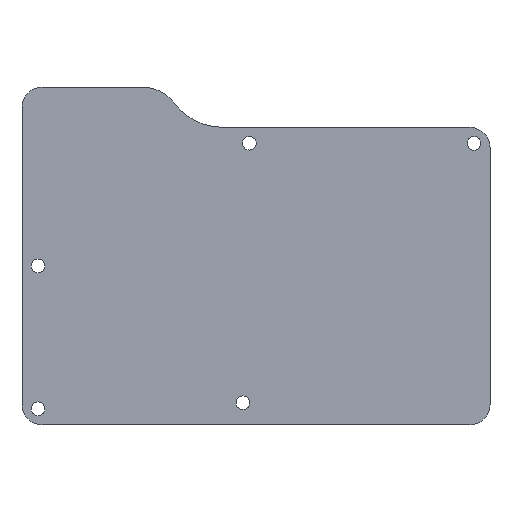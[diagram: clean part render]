
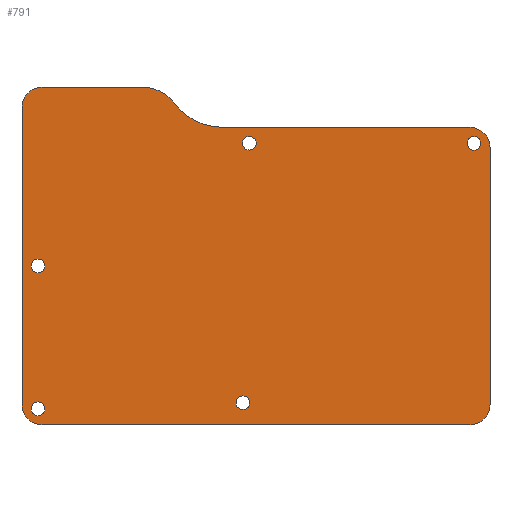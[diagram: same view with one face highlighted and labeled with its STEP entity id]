
A CAD part, front view. The second image highlights one B-rep face of the part: STEP entity #791.
In plain terms, the highlighted planar face has unit normal (0, -1, 0).
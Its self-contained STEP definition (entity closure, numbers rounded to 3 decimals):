
#18=FACE_BOUND('',#110,.T.);
#19=FACE_BOUND('',#111,.T.);
#20=FACE_BOUND('',#112,.T.);
#21=FACE_BOUND('',#113,.T.);
#22=FACE_BOUND('',#114,.T.);
#34=PLANE('',#857);
#64=FACE_OUTER_BOUND('',#109,.T.);
#109=EDGE_LOOP('',(#587,#588,#589,#590,#591,#592,#593,#594,#595,#596,#597));
#110=EDGE_LOOP('',(#598));
#111=EDGE_LOOP('',(#599));
#112=EDGE_LOOP('',(#600));
#113=EDGE_LOOP('',(#601));
#114=EDGE_LOOP('',(#602));
#178=LINE('',#1225,#262);
#179=LINE('',#1231,#263);
#180=LINE('',#1235,#264);
#181=LINE('',#1239,#265);
#182=LINE('',#1242,#266);
#262=VECTOR('',#983,10.);
#263=VECTOR('',#988,10.);
#264=VECTOR('',#991,10.);
#265=VECTOR('',#994,10.);
#266=VECTOR('',#997,10.);
#328=CIRCLE('',#858,5.);
#329=CIRCLE('',#859,15.);
#330=CIRCLE('',#860,10.);
#331=CIRCLE('',#861,5.);
#332=CIRCLE('',#862,5.);
#333=CIRCLE('',#863,5.);
#334=CIRCLE('',#864,1.7);
#335=CIRCLE('',#865,1.7);
#336=CIRCLE('',#866,1.7);
#337=CIRCLE('',#867,1.7);
#338=CIRCLE('',#868,1.7);
#380=VERTEX_POINT('',#1221);
#381=VERTEX_POINT('',#1222);
#382=VERTEX_POINT('',#1224);
#383=VERTEX_POINT('',#1226);
#384=VERTEX_POINT('',#1228);
#385=VERTEX_POINT('',#1230);
#386=VERTEX_POINT('',#1232);
#387=VERTEX_POINT('',#1234);
#388=VERTEX_POINT('',#1236);
#389=VERTEX_POINT('',#1238);
#390=VERTEX_POINT('',#1240);
#391=VERTEX_POINT('',#1243);
#392=VERTEX_POINT('',#1245);
#393=VERTEX_POINT('',#1247);
#394=VERTEX_POINT('',#1249);
#395=VERTEX_POINT('',#1251);
#462=EDGE_CURVE('',#380,#381,#328,.T.);
#463=EDGE_CURVE('',#380,#382,#178,.T.);
#464=EDGE_CURVE('',#383,#382,#329,.T.);
#465=EDGE_CURVE('',#384,#383,#330,.T.);
#466=EDGE_CURVE('',#384,#385,#179,.T.);
#467=EDGE_CURVE('',#386,#385,#331,.T.);
#468=EDGE_CURVE('',#387,#386,#180,.T.);
#469=EDGE_CURVE('',#388,#387,#332,.T.);
#470=EDGE_CURVE('',#389,#388,#181,.T.);
#471=EDGE_CURVE('',#390,#389,#333,.T.);
#472=EDGE_CURVE('',#381,#390,#182,.T.);
#473=EDGE_CURVE('',#391,#391,#334,.T.);
#474=EDGE_CURVE('',#392,#392,#335,.T.);
#475=EDGE_CURVE('',#393,#393,#336,.T.);
#476=EDGE_CURVE('',#394,#394,#337,.T.);
#477=EDGE_CURVE('',#395,#395,#338,.T.);
#587=ORIENTED_EDGE('',*,*,#462,.F.);
#588=ORIENTED_EDGE('',*,*,#463,.T.);
#589=ORIENTED_EDGE('',*,*,#464,.F.);
#590=ORIENTED_EDGE('',*,*,#465,.F.);
#591=ORIENTED_EDGE('',*,*,#466,.T.);
#592=ORIENTED_EDGE('',*,*,#467,.F.);
#593=ORIENTED_EDGE('',*,*,#468,.F.);
#594=ORIENTED_EDGE('',*,*,#469,.F.);
#595=ORIENTED_EDGE('',*,*,#470,.F.);
#596=ORIENTED_EDGE('',*,*,#471,.F.);
#597=ORIENTED_EDGE('',*,*,#472,.F.);
#598=ORIENTED_EDGE('',*,*,#473,.F.);
#599=ORIENTED_EDGE('',*,*,#474,.F.);
#600=ORIENTED_EDGE('',*,*,#475,.F.);
#601=ORIENTED_EDGE('',*,*,#476,.F.);
#602=ORIENTED_EDGE('',*,*,#477,.F.);
#791=ADVANCED_FACE('',(#64,#18,#19,#20,#21,#22),#34,.F.);
#857=AXIS2_PLACEMENT_3D('',#1220,#979,#980);
#858=AXIS2_PLACEMENT_3D('',#1223,#981,#982);
#859=AXIS2_PLACEMENT_3D('',#1227,#984,#985);
#860=AXIS2_PLACEMENT_3D('',#1229,#986,#987);
#861=AXIS2_PLACEMENT_3D('',#1233,#989,#990);
#862=AXIS2_PLACEMENT_3D('',#1237,#992,#993);
#863=AXIS2_PLACEMENT_3D('',#1241,#995,#996);
#864=AXIS2_PLACEMENT_3D('',#1244,#998,#999);
#865=AXIS2_PLACEMENT_3D('',#1246,#1000,#1001);
#866=AXIS2_PLACEMENT_3D('',#1248,#1002,#1003);
#867=AXIS2_PLACEMENT_3D('',#1250,#1004,#1005);
#868=AXIS2_PLACEMENT_3D('',#1252,#1006,#1007);
#979=DIRECTION('center_axis',(0.,1.,0.));
#980=DIRECTION('ref_axis',(1.,0.,0.));
#981=DIRECTION('center_axis',(0.,1.,0.));
#982=DIRECTION('ref_axis',(0.707,0.,0.707));
#983=DIRECTION('',(-1.,0.,0.));
#984=DIRECTION('center_axis',(0.,-1.,0.));
#985=DIRECTION('ref_axis',(-0.447,0.,-0.894));
#986=DIRECTION('center_axis',(0.,1.,0.));
#987=DIRECTION('ref_axis',(0.707,0.,0.707));
#988=DIRECTION('',(-1.,0.,0.));
#989=DIRECTION('center_axis',(0.,1.,0.));
#990=DIRECTION('ref_axis',(-0.707,0.,0.707));
#991=DIRECTION('',(0.,0.,1.));
#992=DIRECTION('center_axis',(0.,1.,0.));
#993=DIRECTION('ref_axis',(-0.707,0.,-0.707));
#994=DIRECTION('',(-1.,0.,0.));
#995=DIRECTION('center_axis',(0.,1.,0.));
#996=DIRECTION('ref_axis',(0.707,0.,-0.707));
#997=DIRECTION('',(0.,0.,-1.));
#998=DIRECTION('center_axis',(0.,-1.,0.));
#999=DIRECTION('ref_axis',(0.766,0.,-0.643));
#1000=DIRECTION('center_axis',(0.,-1.,0.));
#1001=DIRECTION('ref_axis',(1.,0.,0.));
#1002=DIRECTION('center_axis',(0.,-1.,0.));
#1003=DIRECTION('ref_axis',(1.,0.,0.));
#1004=DIRECTION('center_axis',(0.,-1.,0.));
#1005=DIRECTION('ref_axis',(1.,0.,0.));
#1006=DIRECTION('center_axis',(0.,-1.,0.));
#1007=DIRECTION('ref_axis',(1.,0.,0.));
#1220=CARTESIAN_POINT('Origin',(187.028,-12.,-93.72));
#1221=CARTESIAN_POINT('',(240.353,-12.,-56.645));
#1222=CARTESIAN_POINT('',(245.353,-12.,-61.645));
#1223=CARTESIAN_POINT('Origin',(240.353,-12.,-61.645));
#1224=CARTESIAN_POINT('',(178.703,-12.,-56.645));
#1225=CARTESIAN_POINT('',(245.353,-12.,-56.645));
#1226=CARTESIAN_POINT('',(166.703,-12.,-50.645));
#1227=CARTESIAN_POINT('Origin',(178.703,-12.,-41.645));
#1228=CARTESIAN_POINT('',(158.703,-12.,-46.645));
#1229=CARTESIAN_POINT('Origin',(158.703,-12.,-56.645));
#1230=CARTESIAN_POINT('',(133.703,-12.,-46.645));
#1231=CARTESIAN_POINT('',(168.703,-12.,-46.645));
#1232=CARTESIAN_POINT('',(128.703,-12.,-51.645));
#1233=CARTESIAN_POINT('Origin',(133.703,-12.,-51.645));
#1234=CARTESIAN_POINT('',(128.703,-12.,-125.795));
#1235=CARTESIAN_POINT('',(128.703,-12.,-130.795));
#1236=CARTESIAN_POINT('',(133.703,-12.,-130.795));
#1237=CARTESIAN_POINT('Origin',(133.703,-12.,-125.795));
#1238=CARTESIAN_POINT('',(240.353,-12.,-130.795));
#1239=CARTESIAN_POINT('',(245.353,-12.,-130.795));
#1240=CARTESIAN_POINT('',(245.353,-12.,-125.795));
#1241=CARTESIAN_POINT('Origin',(240.353,-12.,-125.795));
#1242=CARTESIAN_POINT('',(245.353,-12.,-56.645));
#1243=CARTESIAN_POINT('',(182.46,-12.,-124.197));
#1244=CARTESIAN_POINT('Origin',(183.763,-12.,-125.29));
#1245=CARTESIAN_POINT('',(243.053,-12.,-60.645));
#1246=CARTESIAN_POINT('Origin',(241.353,-12.,-60.645));
#1247=CARTESIAN_POINT('',(131.003,-12.,-91.181));
#1248=CARTESIAN_POINT('Origin',(132.703,-12.,-91.181));
#1249=CARTESIAN_POINT('',(183.662,-12.,-60.624));
#1250=CARTESIAN_POINT('Origin',(185.362,-12.,-60.624));
#1251=CARTESIAN_POINT('',(134.403,-12.,-126.795));
#1252=CARTESIAN_POINT('Origin',(132.703,-12.,-126.795));
